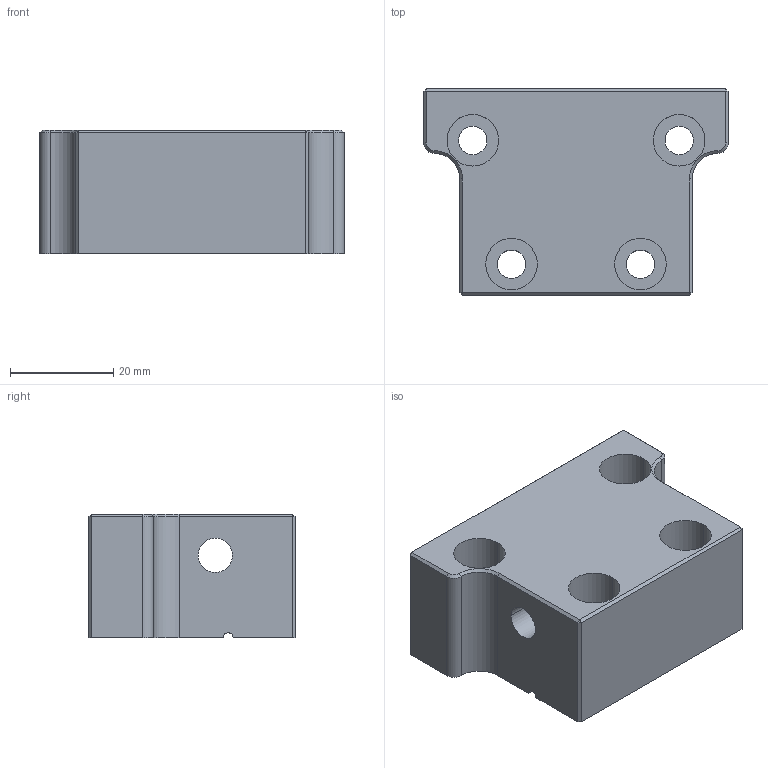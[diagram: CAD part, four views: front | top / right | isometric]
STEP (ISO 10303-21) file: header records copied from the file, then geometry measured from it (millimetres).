
FILE_DESCRIPTION (( 'STEP AP203' ), '1' );
FILE_NAME ('ETY-DR-0010_Default_sldprt.STEP', '2021-04-17T06:21:40', ( '' ), ( '' ), 'SwSTEP 2.0', 'SolidWorks 2013', '' );
FILE_SCHEMA (( 'CONFIG_CONTROL_DESIGN' ));
Length unit declared in the file: millimetre
Products named in the file (1): ETY-DR-0010_Default_sldprt
Bounding box: 59 x 40 x 24 mm (x, y, z)
Volume: 41476.4 mm3; surface area: 11443.3 mm2
Topology: 1 solids, 1 shells, 54 faces, 126 edges, 78 vertices
Faces by surface type: plane 27, cylinder 23, cone 4
Entity records: 1633 total; most frequent: DIRECTION 286, CARTESIAN_POINT 259, ORIENTED_EDGE 252, EDGE_CURVE 126, AXIS2_PLACEMENT_3D 105, VERTEX_POINT 78, VECTOR 76, LINE 76
